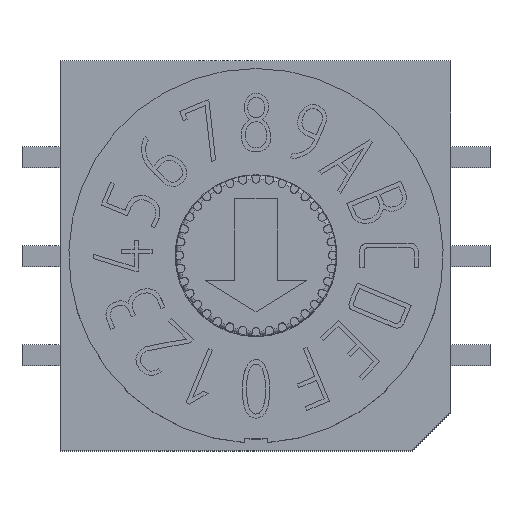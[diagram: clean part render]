
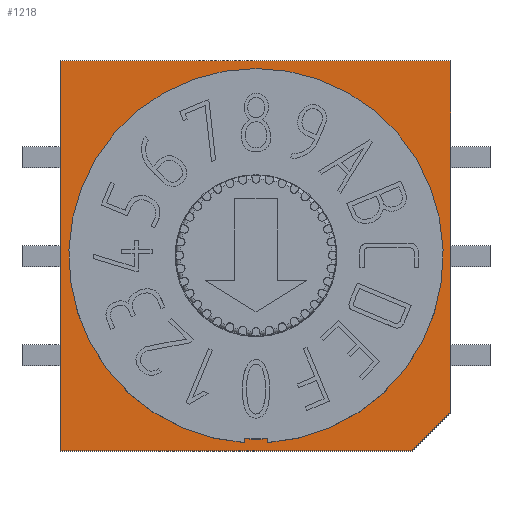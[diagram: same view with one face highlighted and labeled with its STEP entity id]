
A CAD part, top view. The second image highlights one B-rep face of the part: STEP entity #1218.
In plain terms, the highlighted planar face has unit normal (0, 0, 1).
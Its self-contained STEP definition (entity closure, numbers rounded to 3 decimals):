
#1218 = ADVANCED_FACE( '', ( #2492, #2493 ), #2494, .T. );
#2492 = FACE_OUTER_BOUND( '', #3819, .T. );
#2493 = FACE_BOUND( '', #3820, .T. );
#2494 = PLANE( '', #3821 );
#3819 = EDGE_LOOP( '', ( #8024, #8025, #8026, #8027, #8028 ) );
#3820 = EDGE_LOOP( '', ( #8029, #8030, #8031, #8032 ) );
#3821 = AXIS2_PLACEMENT_3D( '', #8033, #8034, #8035 );
#8024 = ORIENTED_EDGE( '', *, *, #9718, .T. );
#8025 = ORIENTED_EDGE( '', *, *, #8792, .T. );
#8026 = ORIENTED_EDGE( '', *, *, #8603, .T. );
#8027 = ORIENTED_EDGE( '', *, *, #9679, .T. );
#8028 = ORIENTED_EDGE( '', *, *, #9329, .T. );
#8029 = ORIENTED_EDGE( '', *, *, #9305, .T. );
#8030 = ORIENTED_EDGE( '', *, *, #9282, .F. );
#8031 = ORIENTED_EDGE( '', *, *, #8560, .F. );
#8032 = ORIENTED_EDGE( '', *, *, #9237, .F. );
#8033 = CARTESIAN_POINT( '', ( -5., -5., 2.8 ) );
#8034 = DIRECTION( '', ( 0., 0., 1. ) );
#8035 = DIRECTION( '', ( 1., 0., 0. ) );
#8560 = EDGE_CURVE( '', #10342, #10343, #10344, .T. );
#8603 = EDGE_CURVE( '', #10416, #10417, #10418, .T. );
#8792 = EDGE_CURVE( '', #10727, #10416, #10728, .F. );
#9237 = EDGE_CURVE( '', #11412, #10342, #11413, .T. );
#9282 = EDGE_CURVE( '', #10343, #11470, #11471, .T. );
#9305 = EDGE_CURVE( '', #11412, #11470, #11504, .T. );
#9329 = EDGE_CURVE( '', #11532, #11533, #11534, .T. );
#9679 = EDGE_CURVE( '', #10417, #11532, #11948, .T. );
#9718 = EDGE_CURVE( '', #11533, #10727, #11987, .T. );
#10342 = VERTEX_POINT( '', #13109 );
#10343 = VERTEX_POINT( '', #13110 );
#10344 = CIRCLE( '', #13111, 4.7 );
#10416 = VERTEX_POINT( '', #13211 );
#10417 = VERTEX_POINT( '', #13212 );
#10418 = LINE( '', #13213, #13214 );
#10727 = VERTEX_POINT( '', #13881 );
#10728 = LINE( '', #13882, #13883 );
#11412 = VERTEX_POINT( '', #14912 );
#11413 = LINE( '', #14913, #14914 );
#11470 = VERTEX_POINT( '', #15007 );
#11471 = LINE( '', #15008, #15009 );
#11504 = CIRCLE( '', #15101, 4.8 );
#11532 = VERTEX_POINT( '', #15139 );
#11533 = VERTEX_POINT( '', #15140 );
#11534 = LINE( '', #15141, #15142 );
#11948 = LINE( '', #16051, #16052 );
#11987 = LINE( '', #16096, #16097 );
#13109 = CARTESIAN_POINT( '', ( -0.297, -4.691, 2.8 ) );
#13110 = CARTESIAN_POINT( '', ( 0.297, -4.691, 2.8 ) );
#13111 = AXIS2_PLACEMENT_3D( '', #16444, #16445, #16446 );
#13211 = CARTESIAN_POINT( '', ( 5., -4., 2.8 ) );
#13212 = CARTESIAN_POINT( '', ( 5., 5., 2.8 ) );
#13213 = CARTESIAN_POINT( '', ( 5., -5., 2.8 ) );
#13214 = VECTOR( '', #16496, 1000. );
#13881 = CARTESIAN_POINT( '', ( 4., -5., 2.8 ) );
#13882 = CARTESIAN_POINT( '', ( -0.5, -9.5, 2.8 ) );
#13883 = VECTOR( '', #16679, 1000. );
#14912 = CARTESIAN_POINT( '', ( -0.303, -4.79, 2.8 ) );
#14913 = CARTESIAN_POINT( '', ( -0.297, -4.691, 2.8 ) );
#14914 = VECTOR( '', #17295, 1000. );
#15007 = CARTESIAN_POINT( '', ( 0.303, -4.79, 2.8 ) );
#15008 = CARTESIAN_POINT( '', ( 0.303, -4.79, 2.8 ) );
#15009 = VECTOR( '', #17333, 1000. );
#15101 = AXIS2_PLACEMENT_3D( '', #17343, #17344, #17345 );
#15139 = CARTESIAN_POINT( '', ( -5., 5., 2.8 ) );
#15140 = CARTESIAN_POINT( '', ( -5., -5., 2.8 ) );
#15141 = CARTESIAN_POINT( '', ( -5., 5., 2.8 ) );
#15142 = VECTOR( '', #17361, 1000. );
#16051 = CARTESIAN_POINT( '', ( 5., 5., 2.8 ) );
#16052 = VECTOR( '', #17527, 1000. );
#16096 = CARTESIAN_POINT( '', ( -5., -5., 2.8 ) );
#16097 = VECTOR( '', #17539, 1000. );
#16444 = CARTESIAN_POINT( '', ( 0., 0., 2.8 ) );
#16445 = DIRECTION( '', ( 0., 0., 1. ) );
#16446 = DIRECTION( '', ( 1., 0., 0. ) );
#16496 = DIRECTION( '', ( 0., 1., 0. ) );
#16679 = DIRECTION( '', ( -0.707, -0.707, 0. ) );
#17295 = DIRECTION( '', ( 0.063, 0.998, 0. ) );
#17333 = DIRECTION( '', ( 0.063, -0.998, 0. ) );
#17343 = CARTESIAN_POINT( '', ( 0., 0., 2.8 ) );
#17344 = DIRECTION( '', ( 0., 0., -1. ) );
#17345 = DIRECTION( '', ( 1., 0., 0. ) );
#17361 = DIRECTION( '', ( 0., -1., 0. ) );
#17527 = DIRECTION( '', ( -1., 0., 0. ) );
#17539 = DIRECTION( '', ( 1., 0., 0. ) );
